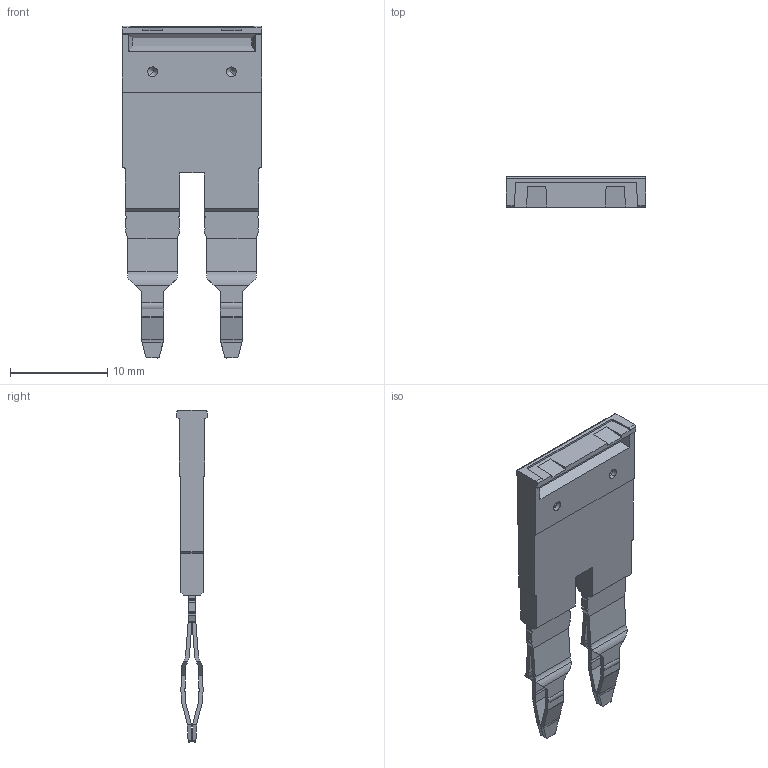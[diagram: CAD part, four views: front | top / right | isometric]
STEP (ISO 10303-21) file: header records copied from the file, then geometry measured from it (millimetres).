
FILE_DESCRIPTION(('CATIA V5 STEP Exchange','CAx-IF Rec.Pracs.--- Model Styling and Organization---1.5--- 2016-08-15','CAx-IF Rec.Pracs.---Supplemental Geometry---1.0---2011-11-01','CAx-IF Rec.Pracs.--- Composite Materials ---1.1---2010-07-15'),'2;1');
FILE_NAME ('8496630_3', '2025-09-22T07:01:45+00:00', ('none'), ('Weidmueller'), 'CATIA Version 5-6 Release 2024 SP4', 'CATIA V5 STEP AP214 v3', 'none');
FILE_SCHEMA(('AUTOMOTIVE_DESIGN { 1 0 10303 214 1 1 1 1 }'));
Length unit declared in the file: millimetre
Products named in the file (1): 1985740000_ZQV_6N_2
Bounding box: 14.3 x 3.1 x 34.11 mm (x, y, z)
Volume: 681.5 mm3; surface area: 1217 mm2
Topology: 3 solids, 10 shells, 273 faces, 738 edges, 489 vertices
Faces by surface type: plane 190, cylinder 75, cone 8
Entity records: 8546 total; most frequent: CARTESIAN_POINT 2138, ORIENTED_EDGE 1476, DIRECTION 1042, EDGE_CURVE 738, VECTOR 540, LINE 540, VERTEX_POINT 489, AXIS2_PLACEMENT_3D 301
